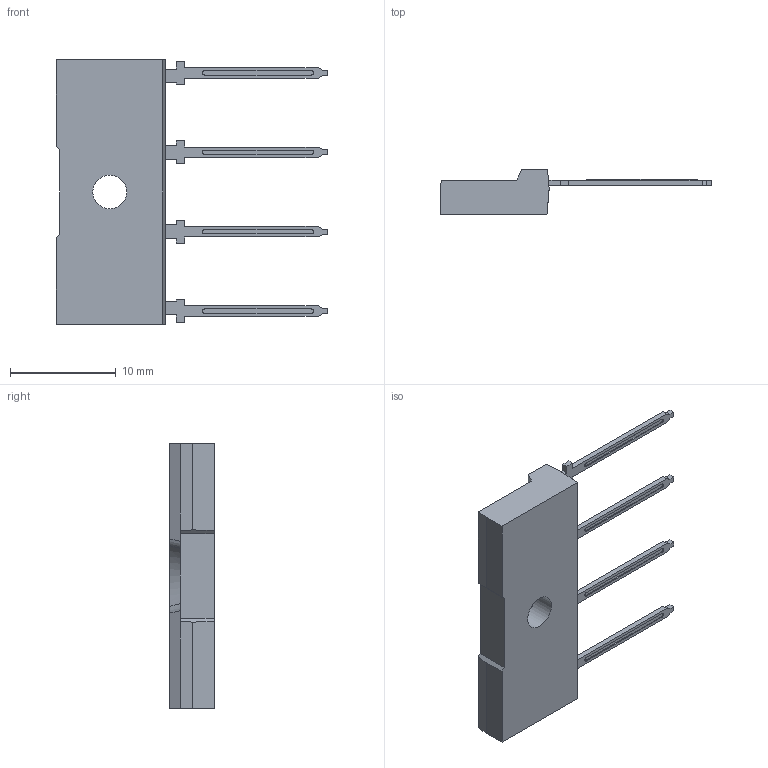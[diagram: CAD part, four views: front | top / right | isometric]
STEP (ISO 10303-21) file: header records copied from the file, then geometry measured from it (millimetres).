
FILE_DESCRIPTION(/* description */ (''),/* implementation_level */ '2;1');
FILE_NAME(/* name */ 'KBJL Oouline Structure.stp',/* time_stamp */ '2020-04-24T09:03:30+08:00',/* author */ ('he.song'),/* organization */ (''),/* preprocessor_version */ 'ST-DEVELOPER v16.13',/* originating_system */ 'Autodesk Inventor 2018',/* authorisation */ '');
FILE_SCHEMA (('AUTOMOTIVE_DESIGN { 1 0 10303 214 3 1 1 }'));
Length unit declared in the file: millimetre
Products named in the file (4): KBJL; KBJL支架1; Body; 印字
Assembly tree (3 placements, depth 2):
  KBJL
    KBJL支架1
    Body
    印字
Bounding box: 25.67 x 4.2 x 25 mm (x, y, z)
Volume: 874.7 mm3; surface area: 1014.1 mm2
Topology: 7 solids, 7 shells, 166 faces, 428 edges, 284 vertices
Faces by surface type: plane 141, cylinder 22, bspline 2, cone 1
Full cylindrical faces by diameter (mm): 3.2 x1, 3.5 x1
Entity records: 5174 total; most frequent: CARTESIAN_POINT 926, ORIENTED_EDGE 854, DIRECTION 816, EDGE_CURVE 426, LINE 372, VECTOR 372, VERTEX_POINT 284, AXIS2_PLACEMENT_3D 222
